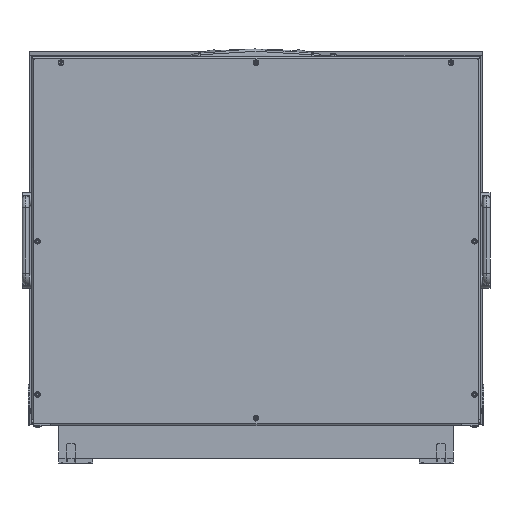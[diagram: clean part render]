
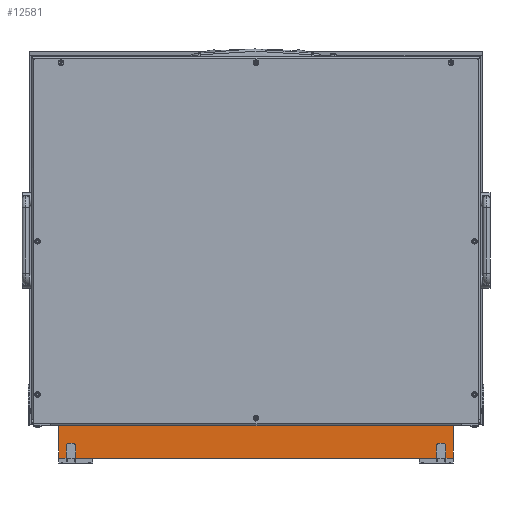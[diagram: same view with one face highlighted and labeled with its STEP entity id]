
A CAD part, front view. The second image highlights one B-rep face of the part: STEP entity #12581.
In plain terms, the highlighted planar face has unit normal (0, -1, 0).
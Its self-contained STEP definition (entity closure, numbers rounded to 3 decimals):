
#101 = DIRECTION ( 'NONE',  ( 0., 0., -1. ) ) ;
#1135 = EDGE_CURVE ( 'NONE', #46268, #22460, #40476, .T. ) ;
#1393 = EDGE_CURVE ( 'NONE', #10036, #84852, #48441, .T. ) ;
#2970 = AXIS2_PLACEMENT_3D ( 'NONE', #18801, #85043, #5795 ) ;
#4041 = ORIENTED_EDGE ( 'NONE', *, *, #1393, .F. ) ;
#4891 = CARTESIAN_POINT ( 'NONE',  ( -230., -4., 2. ) ) ;
#4981 = VECTOR ( 'NONE', #76064, 1000. ) ;
#5201 = CIRCLE ( 'NONE', #59379, 3. ) ;
#5261 = CARTESIAN_POINT ( 'NONE',  ( -224., -4., 5. ) ) ;
#5795 = DIRECTION ( 'NONE',  ( 0., 0., -1. ) ) ;
#6044 = LINE ( 'NONE', #39536, #7782 ) ;
#6342 = LINE ( 'NONE', #70093, #80799 ) ;
#7058 = EDGE_CURVE ( 'NONE', #40751, #47921, #36116, .T. ) ;
#7229 = CARTESIAN_POINT ( 'NONE',  ( 230., -4., 2. ) ) ;
#7277 = ORIENTED_EDGE ( 'NONE', *, *, #28400, .T. ) ;
#7782 = VECTOR ( 'NONE', #31275, 1000. ) ;
#8146 = ORIENTED_EDGE ( 'NONE', *, *, #85299, .F. ) ;
#8840 = EDGE_CURVE ( 'NONE', #43506, #44020, #34379, .T. ) ;
#9072 = ORIENTED_EDGE ( 'NONE', *, *, #60931, .T. ) ;
#10036 = VERTEX_POINT ( 'NONE', #15882 ) ;
#11187 = CARTESIAN_POINT ( 'NONE',  ( -242., -4., 20. ) ) ;
#11411 = VECTOR ( 'NONE', #76765, 1000. ) ;
#11434 = LINE ( 'NONE', #4891, #11411 ) ;
#11862 = LINE ( 'NONE', #46687, #51065 ) ;
#12489 = EDGE_CURVE ( 'NONE', #54221, #40751, #5201, .T. ) ;
#12581 = ADVANCED_FACE ( 'NONE', ( #39260 ), #65837, .T. ) ;
#12925 = CARTESIAN_POINT ( 'NONE',  ( -233., -4., 20. ) ) ;
#13542 = AXIS2_PLACEMENT_3D ( 'NONE', #18661, #32150, #45276 ) ;
#14730 = AXIS2_PLACEMENT_3D ( 'NONE', #5261, #17866, #77974 ) ;
#15247 = CARTESIAN_POINT ( 'NONE',  ( 233., -4., 20. ) ) ;
#15307 = CARTESIAN_POINT ( 'NONE',  ( -242., -4., 20. ) ) ;
#15882 = CARTESIAN_POINT ( 'NONE',  ( -242., -4., 20. ) ) ;
#15894 = VECTOR ( 'NONE', #25831, 1000. ) ;
#16011 = CARTESIAN_POINT ( 'NONE',  ( -230., -4., 2. ) ) ;
#17056 = LINE ( 'NONE', #69346, #53264 ) ;
#17866 = DIRECTION ( 'NONE',  ( 0., 1., 0. ) ) ;
#18006 = LINE ( 'NONE', #43329, #68520 ) ;
#18367 = CARTESIAN_POINT ( 'NONE',  ( 242., -4., -20. ) ) ;
#18661 = CARTESIAN_POINT ( 'NONE',  ( 230., -4., 5. ) ) ;
#18801 = CARTESIAN_POINT ( 'NONE',  ( -230., -4., 5. ) ) ;
#20579 = CARTESIAN_POINT ( 'NONE',  ( -242., -4., -20. ) ) ;
#21141 = ORIENTED_EDGE ( 'NONE', *, *, #8840, .T. ) ;
#21346 = EDGE_CURVE ( 'NONE', #22460, #84852, #51450, .T. ) ;
#22460 = VERTEX_POINT ( 'NONE', #45981 ) ;
#24469 = EDGE_CURVE ( 'NONE', #63832, #48197, #6342, .T. ) ;
#25401 = EDGE_CURVE ( 'NONE', #63468, #57252, #53364, .T. ) ;
#25831 = DIRECTION ( 'NONE',  ( -1., 0., 0. ) ) ;
#27186 = CIRCLE ( 'NONE', #14730, 3. ) ;
#28400 = EDGE_CURVE ( 'NONE', #57252, #48453, #27186, .T. ) ;
#28839 = VECTOR ( 'NONE', #83211, 1000. ) ;
#29383 = ORIENTED_EDGE ( 'NONE', *, *, #25401, .T. ) ;
#29661 = CARTESIAN_POINT ( 'NONE',  ( -221., -4., 20. ) ) ;
#31244 = ORIENTED_EDGE ( 'NONE', *, *, #1135, .T. ) ;
#31275 = DIRECTION ( 'NONE',  ( 1., 0., 0. ) ) ;
#31414 = DIRECTION ( 'NONE',  ( 0., 0., 1. ) ) ;
#32150 = DIRECTION ( 'NONE',  ( 0., 1., 0. ) ) ;
#32364 = CARTESIAN_POINT ( 'NONE',  ( -224., -4., 2. ) ) ;
#32862 = EDGE_CURVE ( 'NONE', #37450, #10036, #56076, .T. ) ;
#33391 = CARTESIAN_POINT ( 'NONE',  ( 233., -4., 5. ) ) ;
#34379 = CIRCLE ( 'NONE', #13542, 3. ) ;
#36116 = LINE ( 'NONE', #41826, #28839 ) ;
#37450 = VERTEX_POINT ( 'NONE', #20579 ) ;
#39176 = CARTESIAN_POINT ( 'NONE',  ( -233., -4., 20. ) ) ;
#39260 = FACE_OUTER_BOUND ( 'NONE', #64173, .T. ) ;
#39536 = CARTESIAN_POINT ( 'NONE',  ( -242., -4., 20. ) ) ;
#39599 = DIRECTION ( 'NONE',  ( 0., 0., 1. ) ) ;
#40267 = CARTESIAN_POINT ( 'NONE',  ( -221., -4., 20. ) ) ;
#40370 = CARTESIAN_POINT ( 'NONE',  ( 242., -4., -20. ) ) ;
#40476 = CIRCLE ( 'NONE', #2970, 3. ) ;
#40751 = VERTEX_POINT ( 'NONE', #60145 ) ;
#41826 = CARTESIAN_POINT ( 'NONE',  ( 221., -4., 20. ) ) ;
#42461 = EDGE_CURVE ( 'NONE', #63832, #43506, #17056, .T. ) ;
#43059 = ORIENTED_EDGE ( 'NONE', *, *, #24469, .F. ) ;
#43329 = CARTESIAN_POINT ( 'NONE',  ( 230., -4., 2. ) ) ;
#43506 = VERTEX_POINT ( 'NONE', #33391 ) ;
#44020 = VERTEX_POINT ( 'NONE', #7229 ) ;
#45276 = DIRECTION ( 'NONE',  ( 0., 0., 1. ) ) ;
#45981 = CARTESIAN_POINT ( 'NONE',  ( -233., -4., 5. ) ) ;
#46014 = DIRECTION ( 'NONE',  ( 1., 0., 0. ) ) ;
#46268 = VERTEX_POINT ( 'NONE', #16011 ) ;
#46687 = CARTESIAN_POINT ( 'NONE',  ( 242., -4., 20. ) ) ;
#46776 = EDGE_CURVE ( 'NONE', #48197, #55406, #11862, .T. ) ;
#47921 = VERTEX_POINT ( 'NONE', #64163 ) ;
#48197 = VERTEX_POINT ( 'NONE', #68437 ) ;
#48441 = LINE ( 'NONE', #15307, #83721 ) ;
#48453 = VERTEX_POINT ( 'NONE', #32364 ) ;
#50371 = CARTESIAN_POINT ( 'NONE',  ( 224., -4., 2. ) ) ;
#50675 = DIRECTION ( 'NONE',  ( 0., -1., 0. ) ) ;
#51065 = VECTOR ( 'NONE', #101, 1000. ) ;
#51096 = DIRECTION ( 'NONE',  ( 0., 0., -1. ) ) ;
#51450 = LINE ( 'NONE', #39176, #72974 ) ;
#53264 = VECTOR ( 'NONE', #83306, 1000. ) ;
#53364 = LINE ( 'NONE', #40267, #75366 ) ;
#54221 = VERTEX_POINT ( 'NONE', #50371 ) ;
#55406 = VERTEX_POINT ( 'NONE', #40370 ) ;
#56076 = LINE ( 'NONE', #11187, #4981 ) ;
#56405 = DIRECTION ( 'NONE',  ( -1., 0., 0. ) ) ;
#56767 = CARTESIAN_POINT ( 'NONE',  ( -221., -4., 5. ) ) ;
#57252 = VERTEX_POINT ( 'NONE', #56767 ) ;
#58210 = ORIENTED_EDGE ( 'NONE', *, *, #21346, .T. ) ;
#58882 = CARTESIAN_POINT ( 'NONE',  ( 224., -4., 5. ) ) ;
#59199 = ORIENTED_EDGE ( 'NONE', *, *, #32862, .F. ) ;
#59379 = AXIS2_PLACEMENT_3D ( 'NONE', #58882, #77628, #31414 ) ;
#60145 = CARTESIAN_POINT ( 'NONE',  ( 221., -4., 5. ) ) ;
#60931 = EDGE_CURVE ( 'NONE', #44020, #54221, #18006, .T. ) ;
#62313 = EDGE_CURVE ( 'NONE', #63468, #47921, #6044, .T. ) ;
#63468 = VERTEX_POINT ( 'NONE', #29661 ) ;
#63832 = VERTEX_POINT ( 'NONE', #15247 ) ;
#64163 = CARTESIAN_POINT ( 'NONE',  ( 221., -4., 20. ) ) ;
#64173 = EDGE_LOOP ( 'NONE', ( #58210, #4041, #59199, #8146, #77210, #43059, #80598, #21141, #9072, #65214, #84632, #78673, #29383, #7277, #72046, #31244 ) ) ;
#65214 = ORIENTED_EDGE ( 'NONE', *, *, #12489, .T. ) ;
#65837 = PLANE ( 'NONE',  #77482 ) ;
#67811 = EDGE_CURVE ( 'NONE', #48453, #46268, #11434, .T. ) ;
#68437 = CARTESIAN_POINT ( 'NONE',  ( 242., -4., 20. ) ) ;
#68520 = VECTOR ( 'NONE', #56405, 1000. ) ;
#69346 = CARTESIAN_POINT ( 'NONE',  ( 233., -4., 20. ) ) ;
#70093 = CARTESIAN_POINT ( 'NONE',  ( -242., -4., 20. ) ) ;
#72046 = ORIENTED_EDGE ( 'NONE', *, *, #67811, .T. ) ;
#72974 = VECTOR ( 'NONE', #39599, 1000. ) ;
#75366 = VECTOR ( 'NONE', #79876, 1000. ) ;
#76064 = DIRECTION ( 'NONE',  ( 0., 0., 1. ) ) ;
#76765 = DIRECTION ( 'NONE',  ( -1., 0., 0. ) ) ;
#77210 = ORIENTED_EDGE ( 'NONE', *, *, #46776, .F. ) ;
#77482 = AXIS2_PLACEMENT_3D ( 'NONE', #18367, #50675, #51096 ) ;
#77628 = DIRECTION ( 'NONE',  ( 0., 1., 0. ) ) ;
#77974 = DIRECTION ( 'NONE',  ( 0., 0., -1. ) ) ;
#78673 = ORIENTED_EDGE ( 'NONE', *, *, #62313, .F. ) ;
#79876 = DIRECTION ( 'NONE',  ( 0., 0., -1. ) ) ;
#80221 = DIRECTION ( 'NONE',  ( 1., 0., 0. ) ) ;
#80598 = ORIENTED_EDGE ( 'NONE', *, *, #42461, .T. ) ;
#80799 = VECTOR ( 'NONE', #46014, 1000. ) ;
#83211 = DIRECTION ( 'NONE',  ( 0., 0., 1. ) ) ;
#83306 = DIRECTION ( 'NONE',  ( 0., 0., -1. ) ) ;
#83721 = VECTOR ( 'NONE', #80221, 1000. ) ;
#84632 = ORIENTED_EDGE ( 'NONE', *, *, #7058, .T. ) ;
#84852 = VERTEX_POINT ( 'NONE', #12925 ) ;
#85043 = DIRECTION ( 'NONE',  ( 0., 1., 0. ) ) ;
#85124 = CARTESIAN_POINT ( 'NONE',  ( -242., -4., -20. ) ) ;
#85299 = EDGE_CURVE ( 'NONE', #55406, #37450, #85983, .T. ) ;
#85983 = LINE ( 'NONE', #85124, #15894 ) ;
